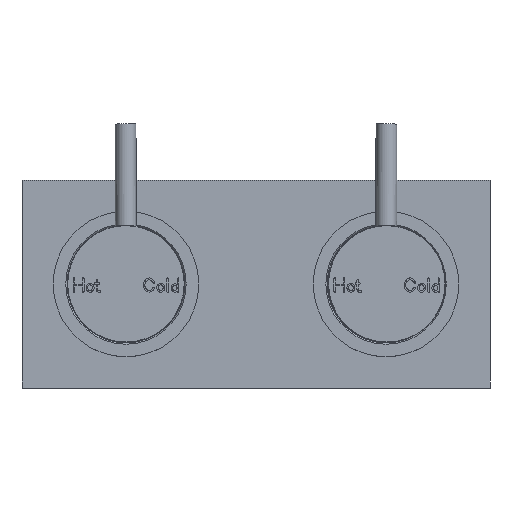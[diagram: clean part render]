
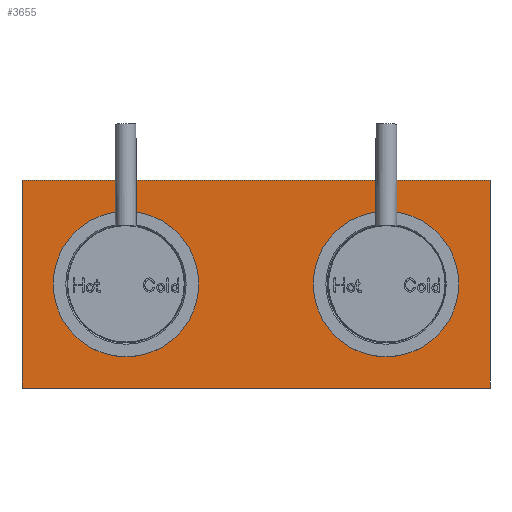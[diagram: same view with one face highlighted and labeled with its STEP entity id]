
A CAD part, top view. The second image highlights one B-rep face of the part: STEP entity #3655.
In plain terms, the highlighted planar face has unit normal (0, 0, 1).
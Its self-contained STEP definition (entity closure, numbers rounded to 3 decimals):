
#80 = AXIS2_PLACEMENT_3D ( 'NONE', #2391, #4376, #6291 ) ;
#297 = CARTESIAN_POINT ( 'NONE',  ( 90., 40., 57.3 ) ) ;
#329 = ORIENTED_EDGE ( 'NONE', *, *, #5536, .T. ) ;
#496 = EDGE_CURVE ( 'NONE', #799, #2989, #3005, .T. ) ;
#547 = LINE ( 'NONE', #11254, #11533 ) ;
#568 = CARTESIAN_POINT ( 'NONE',  ( 27., 0., 57.3 ) ) ;
#656 = CARTESIAN_POINT ( 'NONE',  ( -50., 0., 57.3 ) ) ;
#799 = VERTEX_POINT ( 'NONE', #6429 ) ;
#1079 = CARTESIAN_POINT ( 'NONE',  ( 73., 0., 57.3 ) ) ;
#1121 = CARTESIAN_POINT ( 'NONE',  ( -90., 40., 57.3 ) ) ;
#1164 = CARTESIAN_POINT ( 'NONE',  ( 90., 40., 57.3 ) ) ;
#1402 = EDGE_CURVE ( 'NONE', #5594, #8804, #6826, .T. ) ;
#1475 = EDGE_CURVE ( 'NONE', #8804, #4977, #9621, .T. ) ;
#1672 = DIRECTION ( 'NONE',  ( 0., 0., -1. ) ) ;
#1710 = EDGE_CURVE ( 'NONE', #4977, #9253, #547, .T. ) ;
#1910 = FACE_BOUND ( 'NONE', #4373, .T. ) ;
#2139 = DIRECTION ( 'NONE',  ( -1., 0., 0. ) ) ;
#2164 = CIRCLE ( 'NONE', #10917, 23. ) ;
#2266 = LINE ( 'NONE', #297, #9294 ) ;
#2391 = CARTESIAN_POINT ( 'NONE',  ( 50., 0., 57.3 ) ) ;
#2612 = DIRECTION ( 'NONE',  ( -1., 0., 0. ) ) ;
#2693 = CARTESIAN_POINT ( 'NONE',  ( -50., 0., 57.3 ) ) ;
#2779 = AXIS2_PLACEMENT_3D ( 'NONE', #8542, #6157, #2139 ) ;
#2958 = ORIENTED_EDGE ( 'NONE', *, *, #496, .T. ) ;
#2989 = VERTEX_POINT ( 'NONE', #12521 ) ;
#3005 = CIRCLE ( 'NONE', #6685, 23. ) ;
#3204 = ORIENTED_EDGE ( 'NONE', *, *, #9367, .T. ) ;
#3655 = ADVANCED_FACE ( 'NONE', ( #1910, #8491, #7477 ), #12423, .F. ) ;
#3900 = ORIENTED_EDGE ( 'NONE', *, *, #8879, .F. ) ;
#4007 = ORIENTED_EDGE ( 'NONE', *, *, #1710, .F. ) ;
#4373 = EDGE_LOOP ( 'NONE', ( #329, #9455 ) ) ;
#4376 = DIRECTION ( 'NONE',  ( 0., 0., -1. ) ) ;
#4525 = ORIENTED_EDGE ( 'NONE', *, *, #1402, .F. ) ;
#4977 = VERTEX_POINT ( 'NONE', #8303 ) ;
#5454 = DIRECTION ( 'NONE',  ( 1., 0., 0. ) ) ;
#5536 = EDGE_CURVE ( 'NONE', #6120, #11791, #7421, .T. ) ;
#5594 = VERTEX_POINT ( 'NONE', #8652 ) ;
#5633 = DIRECTION ( 'NONE',  ( 0., 0., -1. ) ) ;
#6120 = VERTEX_POINT ( 'NONE', #568 ) ;
#6157 = DIRECTION ( 'NONE',  ( 0., 0., -1. ) ) ;
#6291 = DIRECTION ( 'NONE',  ( -1., 0., 0. ) ) ;
#6429 = CARTESIAN_POINT ( 'NONE',  ( -73., 0., 57.3 ) ) ;
#6685 = AXIS2_PLACEMENT_3D ( 'NONE', #2693, #5633, #8578 ) ;
#6826 = LINE ( 'NONE', #8799, #7974 ) ;
#7069 = DIRECTION ( 'NONE',  ( 0., -1., 0. ) ) ;
#7405 = AXIS2_PLACEMENT_3D ( 'NONE', #10462, #11349, #2612 ) ;
#7421 = CIRCLE ( 'NONE', #80, 23. ) ;
#7477 = FACE_OUTER_BOUND ( 'NONE', #11072, .T. ) ;
#7493 = CIRCLE ( 'NONE', #2779, 23. ) ;
#7929 = EDGE_CURVE ( 'NONE', #11791, #6120, #7493, .T. ) ;
#7974 = VECTOR ( 'NONE', #10702, 1000. ) ;
#8303 = CARTESIAN_POINT ( 'NONE',  ( -90., 40., 57.3 ) ) ;
#8449 = DIRECTION ( 'NONE',  ( -1., 0., 0. ) ) ;
#8491 = FACE_BOUND ( 'NONE', #9745, .T. ) ;
#8542 = CARTESIAN_POINT ( 'NONE',  ( 50., 0., 57.3 ) ) ;
#8578 = DIRECTION ( 'NONE',  ( -1., 0., 0. ) ) ;
#8652 = CARTESIAN_POINT ( 'NONE',  ( 90., -40., 57.3 ) ) ;
#8799 = CARTESIAN_POINT ( 'NONE',  ( 90., -40., 57.3 ) ) ;
#8804 = VERTEX_POINT ( 'NONE', #9560 ) ;
#8879 = EDGE_CURVE ( 'NONE', #9253, #5594, #2266, .T. ) ;
#9253 = VERTEX_POINT ( 'NONE', #1164 ) ;
#9294 = VECTOR ( 'NONE', #7069, 1000. ) ;
#9367 = EDGE_CURVE ( 'NONE', #2989, #799, #2164, .T. ) ;
#9455 = ORIENTED_EDGE ( 'NONE', *, *, #7929, .T. ) ;
#9560 = CARTESIAN_POINT ( 'NONE',  ( -90., -40., 57.3 ) ) ;
#9621 = LINE ( 'NONE', #1121, #10007 ) ;
#9745 = EDGE_LOOP ( 'NONE', ( #2958, #3204 ) ) ;
#10007 = VECTOR ( 'NONE', #10060, 1000. ) ;
#10060 = DIRECTION ( 'NONE',  ( 0., 1., 0. ) ) ;
#10462 = CARTESIAN_POINT ( 'NONE',  ( 0., 0., 57.3 ) ) ;
#10702 = DIRECTION ( 'NONE',  ( -1., 0., 0. ) ) ;
#10917 = AXIS2_PLACEMENT_3D ( 'NONE', #656, #1672, #8449 ) ;
#10949 = ORIENTED_EDGE ( 'NONE', *, *, #1475, .F. ) ;
#11072 = EDGE_LOOP ( 'NONE', ( #3900, #4007, #10949, #4525 ) ) ;
#11254 = CARTESIAN_POINT ( 'NONE',  ( 90., 40., 57.3 ) ) ;
#11349 = DIRECTION ( 'NONE',  ( 0., 0., -1. ) ) ;
#11533 = VECTOR ( 'NONE', #5454, 1000. ) ;
#11791 = VERTEX_POINT ( 'NONE', #1079 ) ;
#12423 = PLANE ( 'NONE',  #7405 ) ;
#12521 = CARTESIAN_POINT ( 'NONE',  ( -27., 0., 57.3 ) ) ;
